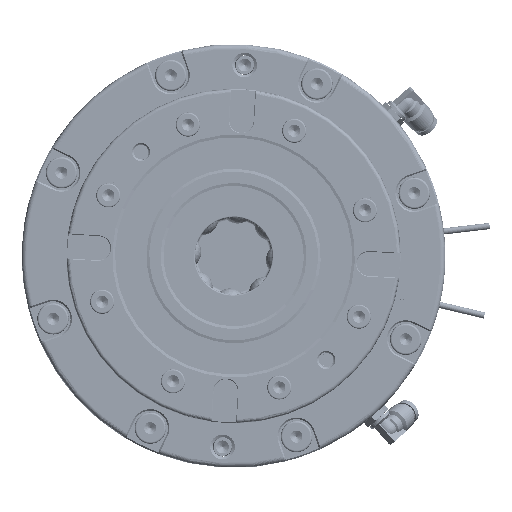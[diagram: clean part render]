
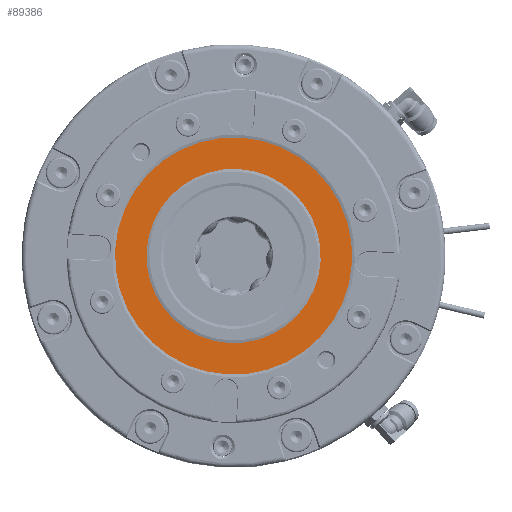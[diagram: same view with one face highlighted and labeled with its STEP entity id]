
A CAD part, front view. The second image highlights one B-rep face of the part: STEP entity #89386.
In plain terms, the highlighted planar face has unit normal (0, -1, 0).
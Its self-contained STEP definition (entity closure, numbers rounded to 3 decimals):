
#3314 = DIRECTION ( 'NONE',  ( -0.998, 0., 0.058 ) ) ;
#6387 = EDGE_LOOP ( 'NONE', ( #17973, #48200 ) ) ;
#6598 = DIRECTION ( 'NONE',  ( -0.998, 0., 0.058 ) ) ;
#9472 = FACE_OUTER_BOUND ( 'NONE', #6387, .T. ) ;
#10499 = CARTESIAN_POINT ( 'NONE',  ( -35.804, -20.041, 128.084 ) ) ;
#11279 = CARTESIAN_POINT ( 'NONE',  ( -2.702, -20.041, 77.082 ) ) ;
#14188 = ORIENTED_EDGE ( 'NONE', *, *, #23563, .T. ) ;
#17973 = ORIENTED_EDGE ( 'NONE', *, *, #62877, .F. ) ;
#20030 = CARTESIAN_POINT ( 'NONE',  ( 0.136, -20.041, 126. ) ) ;
#23563 = EDGE_CURVE ( 'NONE', #101510, #74740, #81535, .T. ) ;
#28159 = DIRECTION ( 'NONE',  ( 0., 1., 0. ) ) ;
#28587 = DIRECTION ( 'NONE',  ( 0., -1., 0. ) ) ;
#28761 = CIRCLE ( 'NONE', #70723, 36. ) ;
#29176 = AXIS2_PLACEMENT_3D ( 'NONE', #11279, #28587, #70346 ) ;
#32082 = CARTESIAN_POINT ( 'NONE',  ( 49.053, -20.041, 123.163 ) ) ;
#32799 = DIRECTION ( 'NONE',  ( 0., 1., 0. ) ) ;
#33249 = FACE_BOUND ( 'NONE', #82833, .T. ) ;
#39617 = VERTEX_POINT ( 'NONE', #98227 ) ;
#44166 = PLANE ( 'NONE',  #29176 ) ;
#48200 = ORIENTED_EDGE ( 'NONE', *, *, #58715, .F. ) ;
#51483 = CIRCLE ( 'NONE', #105162, 49. ) ;
#57931 = CARTESIAN_POINT ( 'NONE',  ( 0.136, -20.041, 126. ) ) ;
#58715 = EDGE_CURVE ( 'NONE', #39617, #91133, #51483, .T. ) ;
#59506 = EDGE_CURVE ( 'NONE', #74740, #101510, #28761, .T. ) ;
#60824 = CIRCLE ( 'NONE', #95488, 49. ) ;
#62877 = EDGE_CURVE ( 'NONE', #91133, #39617, #60824, .T. ) ;
#70186 = CARTESIAN_POINT ( 'NONE',  ( 0.136, -20.041, 126. ) ) ;
#70346 = DIRECTION ( 'NONE',  ( 0., 0., -1. ) ) ;
#70536 = DIRECTION ( 'NONE',  ( 0., 1., 0. ) ) ;
#70723 = AXIS2_PLACEMENT_3D ( 'NONE', #70186, #70536, #3314 ) ;
#72822 = DIRECTION ( 'NONE',  ( 0., 1., 0. ) ) ;
#74290 = CARTESIAN_POINT ( 'NONE',  ( 0.136, -20.041, 126. ) ) ;
#74740 = VERTEX_POINT ( 'NONE', #10499 ) ;
#81535 = CIRCLE ( 'NONE', #86705, 36. ) ;
#82833 = EDGE_LOOP ( 'NONE', ( #102651, #14188 ) ) ;
#86705 = AXIS2_PLACEMENT_3D ( 'NONE', #20030, #28159, #104072 ) ;
#89386 = ADVANCED_FACE ( 'NONE', ( #9472, #33249 ), #44166, .T. ) ;
#91133 = VERTEX_POINT ( 'NONE', #32082 ) ;
#93074 = CARTESIAN_POINT ( 'NONE',  ( 36.075, -20.041, 123.916 ) ) ;
#95488 = AXIS2_PLACEMENT_3D ( 'NONE', #57931, #32799, #6598 ) ;
#97816 = DIRECTION ( 'NONE',  ( -0.998, 0., 0.058 ) ) ;
#98227 = CARTESIAN_POINT ( 'NONE',  ( -48.782, -20.041, 128.837 ) ) ;
#101510 = VERTEX_POINT ( 'NONE', #93074 ) ;
#102651 = ORIENTED_EDGE ( 'NONE', *, *, #59506, .T. ) ;
#104072 = DIRECTION ( 'NONE',  ( -0.998, 0., 0.058 ) ) ;
#105162 = AXIS2_PLACEMENT_3D ( 'NONE', #74290, #72822, #97816 ) ;
